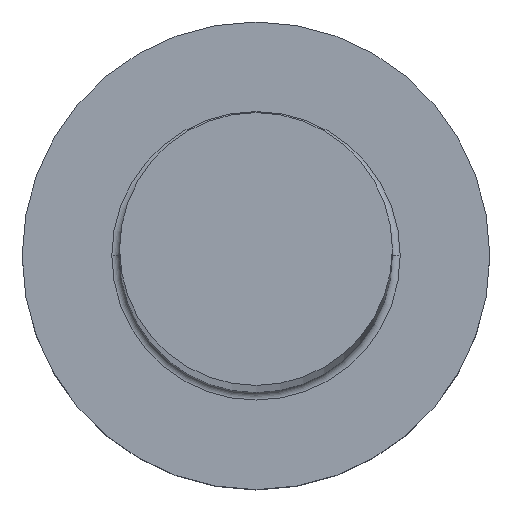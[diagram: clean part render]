
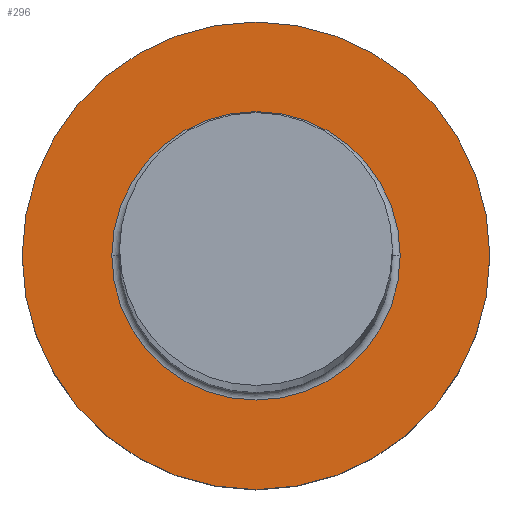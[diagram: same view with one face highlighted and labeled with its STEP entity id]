
A CAD part, top view. The second image highlights one B-rep face of the part: STEP entity #296.
In plain terms, the highlighted planar face has unit normal (0, 0, 1).
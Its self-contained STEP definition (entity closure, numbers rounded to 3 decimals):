
#11 = DIRECTION ( 'NONE',  ( 1., 0., 0. ) ) ;
#18 = CARTESIAN_POINT ( 'NONE',  ( 0., 0., 5. ) ) ;
#21 = PLANE ( 'NONE',  #222 ) ;
#31 = CIRCLE ( 'NONE', #158, 3.7 ) ;
#32 = EDGE_LOOP ( 'NONE', ( #221, #266 ) ) ;
#35 = CARTESIAN_POINT ( 'NONE',  ( 3.7, 0., 5. ) ) ;
#45 = DIRECTION ( 'NONE',  ( 1., 0., 0. ) ) ;
#51 = VERTEX_POINT ( 'NONE', #35 ) ;
#61 = CARTESIAN_POINT ( 'NONE',  ( -6., 0., 5. ) ) ;
#70 = CARTESIAN_POINT ( 'NONE',  ( 0., 0., 5. ) ) ;
#81 = EDGE_LOOP ( 'NONE', ( #150, #234 ) ) ;
#83 = VERTEX_POINT ( 'NONE', #90 ) ;
#90 = CARTESIAN_POINT ( 'NONE',  ( 6., 0., 5. ) ) ;
#91 = AXIS2_PLACEMENT_3D ( 'NONE', #273, #132, #11 ) ;
#95 = DIRECTION ( 'NONE',  ( 0., 0., -1. ) ) ;
#118 = CARTESIAN_POINT ( 'NONE',  ( -3.7, 0., 5. ) ) ;
#125 = EDGE_CURVE ( 'NONE', #83, #152, #225, .T. ) ;
#132 = DIRECTION ( 'NONE',  ( 0., 0., 1. ) ) ;
#137 = CIRCLE ( 'NONE', #307, 6. ) ;
#145 = DIRECTION ( 'NONE',  ( 1., 0., 0. ) ) ;
#150 = ORIENTED_EDGE ( 'NONE', *, *, #220, .T. ) ;
#152 = VERTEX_POINT ( 'NONE', #61 ) ;
#158 = AXIS2_PLACEMENT_3D ( 'NONE', #303, #95, #45 ) ;
#162 = VERTEX_POINT ( 'NONE', #118 ) ;
#166 = CARTESIAN_POINT ( 'NONE',  ( 0., 0., 5. ) ) ;
#169 = EDGE_CURVE ( 'NONE', #152, #83, #137, .T. ) ;
#190 = DIRECTION ( 'NONE',  ( 1., 0., 0. ) ) ;
#191 = DIRECTION ( 'NONE',  ( 0., 0., -1. ) ) ;
#203 = CIRCLE ( 'NONE', #243, 3.7 ) ;
#211 = FACE_BOUND ( 'NONE', #81, .T. ) ;
#220 = EDGE_CURVE ( 'NONE', #51, #162, #31, .T. ) ;
#221 = ORIENTED_EDGE ( 'NONE', *, *, #169, .T. ) ;
#222 = AXIS2_PLACEMENT_3D ( 'NONE', #18, #305, #257 ) ;
#225 = CIRCLE ( 'NONE', #91, 6. ) ;
#234 = ORIENTED_EDGE ( 'NONE', *, *, #236, .T. ) ;
#235 = FACE_OUTER_BOUND ( 'NONE', #32, .T. ) ;
#236 = EDGE_CURVE ( 'NONE', #162, #51, #203, .T. ) ;
#243 = AXIS2_PLACEMENT_3D ( 'NONE', #166, #191, #145 ) ;
#257 = DIRECTION ( 'NONE',  ( 1., 0., 0. ) ) ;
#266 = ORIENTED_EDGE ( 'NONE', *, *, #125, .T. ) ;
#273 = CARTESIAN_POINT ( 'NONE',  ( 0., 0., 5. ) ) ;
#284 = DIRECTION ( 'NONE',  ( 0., 0., 1. ) ) ;
#296 = ADVANCED_FACE ( 'NONE', ( #211, #235 ), #21, .T. ) ;
#303 = CARTESIAN_POINT ( 'NONE',  ( 0., 0., 5. ) ) ;
#305 = DIRECTION ( 'NONE',  ( 0., 0., 1. ) ) ;
#307 = AXIS2_PLACEMENT_3D ( 'NONE', #70, #284, #190 ) ;
